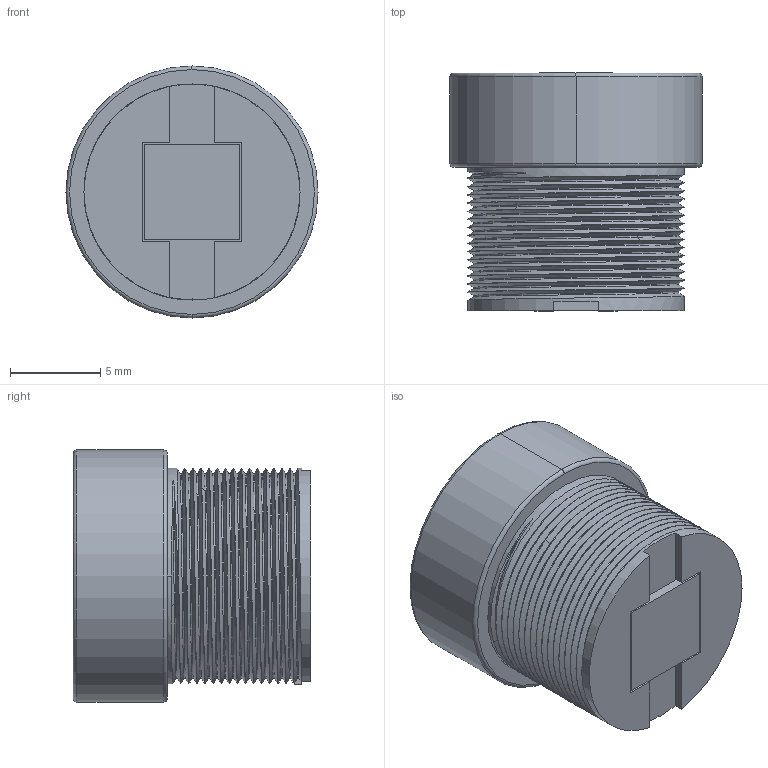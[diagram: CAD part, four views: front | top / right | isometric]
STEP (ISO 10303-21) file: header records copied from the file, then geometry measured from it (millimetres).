
FILE_DESCRIPTION((''),'2;1');
FILE_NAME('LK014','2021-04-23T14:09:04',('Arducam'),(''),'CREO PARAMETRIC BY PTC INC, 2019080','CREO PARAMETRIC BY PTC INC, 2019080','');
FILE_SCHEMA(('AUTOMOTIVE_DESIGN { 1 0 10303 214 1 1 1 1 }'));
Length unit declared in the file: millimetre
Products named in the file (1): LK014
Bounding box: 14 x 13.2 x 14 mm (x, y, z)
Volume: 1520.9 mm3; surface area: 1127.1 mm2
Topology: 1 solids, 1 shells, 87 faces, 226 edges, 145 vertices
Faces by surface type: cylinder 40, plane 24, bspline 15, torus 4, cone 2, sphere 2
Entity records: 9418 total; most frequent: CARTESIAN_POINT 6821, ORIENTED_EDGE 448, DIRECTION 316, EDGE_CURVE 224, VERTEX_POINT 145, AXIS2_PLACEMENT_3D 109, VECTOR 98, LINE 98
